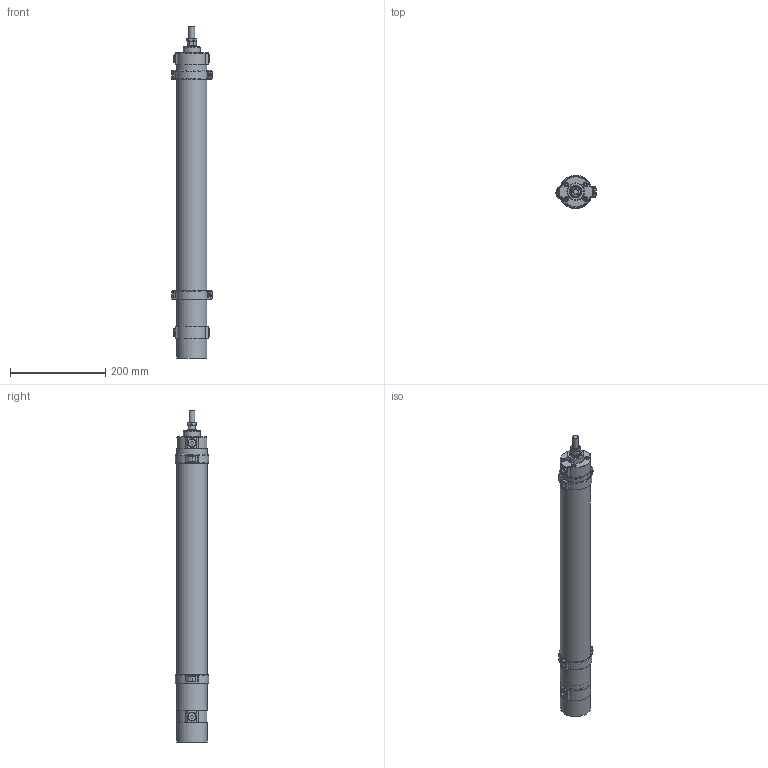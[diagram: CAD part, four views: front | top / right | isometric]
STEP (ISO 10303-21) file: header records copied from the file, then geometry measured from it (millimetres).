
FILE_DESCRIPTION (( 'STEP AP214' ), '1' );
FILE_NAME ('SCR200AL-0450.STEP', '2025-05-13T11:06:46', ( '' ), ( '' ), 'SwSTEP 2.0', 'SolidWorks 2023', '' );
FILE_SCHEMA (( 'AUTOMOTIVE_DESIGN' ));
Length unit declared in the file: millimetre
Products named in the file (18): PU-SCR2-111; SSSCP_MM_SSSCPM5X0.8X6Z; UP-SCR2A-203-XXXX; NUTJAM_NUTJAM_M12X1.25Z; SCR200AL-0450; UP-SCR2A-201-XXXX; SEALHM14NBR_7410; A7.1_4; PU-SCR2-401; PU-SC-EMBOUT_PU-SC2-EMBOUT_C; PU-SCR2-121; PU-SCR2-402; SCR2-BKT02.CORPS; STANDOFFSCHSM5_M5X8X44; NUT_MM_NUT_M3X0.5Z; SCHS_MM_SHCSM3X0.5X20PTZ; SCHS_MM_SHCSM2.5X0.45X6FTZ; SCR2-BKT02
Assembly tree (24 placements, depth 3):
  SCR200AL-0450
    UP-SCR2A-201-XXXX
    SEALHM14NBR_7410
    PU-SCR2-111
    PU-SCR2-121
    SCR2-BKT02  x2
      SCR2-BKT02.CORPS
      NUT_MM_NUT_M3X0.5Z
      SCHS_MM_SHCSM2.5X0.45X6FTZ
      SCHS_MM_SHCSM3X0.5X20PTZ
    UP-SCR2A-203-XXXX
    SSSCP_MM_SSSCPM5X0.8X6Z
    NUTJAM_NUTJAM_M12X1.25Z
    PU-SC-EMBOUT_PU-SC2-EMBOUT_C
    STANDOFFSCHSM5_M5X8X44  x4
    A7.1_4  x4
    PU-SCR2-401
    PU-SCR2-402
Bounding box: 84.23 x 69.73 x 697.96 mm (x, y, z)
Volume: 454359.6 mm3; surface area: 335724.9 mm2
Topology: 36 solids, 36 shells, 866 faces, 1910 edges, 1181 vertices
Faces by surface type: plane 370, cylinder 244, cone 138, torus 102, bspline 12
Full cylindrical faces by diameter (mm): 2.5 x4, 2.9 x4, 3 x4, 3.81 x4, 4.2 x7, 4.5 x2, 4.762 x1, 4.763 x2, 4.774 x2, 5 x9, 5.207 x4, 5.309 x12, 5.5 x6, 5.969 x2, 8 x4, 8.8 x1, 9.906 x12, 10.1 x1, 11.8 x4, 12 x2, 14.5 x1, 14.834 x1, 15 x1, 16 x1, 17 x1, 18.415 x4, 19 x1, 19.05 x2, 20.32 x1, 24.408 x1
Entity records: 16686 total; most frequent: CARTESIAN_POINT 3841, DIRECTION 2498, ORIENTED_EDGE 2074, AXIS2_PLACEMENT_3D 1068, EDGE_CURVE 1037, EDGE_LOOP 802, VERTEX_POINT 723, FACE_OUTER_BOUND 659
